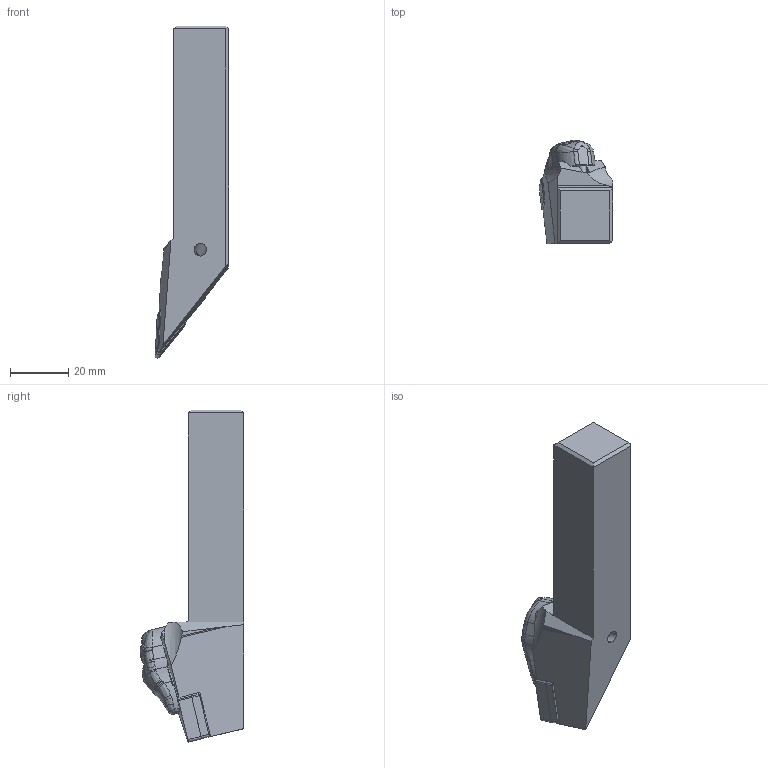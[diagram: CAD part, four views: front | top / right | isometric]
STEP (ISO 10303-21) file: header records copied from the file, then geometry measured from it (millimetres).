
FILE_DESCRIPTION(/* description */ (''),/* implementation_level */ '2;1');
FILE_NAME(/* name */ 'DVJNR-123_IR0_031.stp',/* time_stamp */ '2023-02-09T11:32:04+09:00',/* author */ (''),/* organization */ (''),/* preprocessor_version */ 'ST-DEVELOPER v16',/* originating_system */ 'SIEMENS PLM Software NX 10.0',/* authorisation */ '');
FILE_SCHEMA (('AUTOMOTIVE_DESIGN { 1 0 10303 214 3 1 1 1 }'));
Length unit declared in the file: millimetre
Products named in the file (1): DVJNR-123_IR0_031_ASM
Bounding box: 25.4 x 35.61 x 114.3 mm (x, y, z)
Volume: 41015.5 mm3; surface area: 12090.7 mm2
Topology: 2 solids, 2 shells, 292 faces, 868 edges, 586 vertices
Faces by surface type: cylinder 102, plane 84, bspline 62, torus 22, cone 16, sphere 6
Entity records: 14101 total; most frequent: CARTESIAN_POINT 6647, ORIENTED_EDGE 1696, DIRECTION 1382, EDGE_CURVE 848, VERTEX_POINT 565, AXIS2_PLACEMENT_3D 549, EDGE_LOOP 307, ADVANCED_FACE 292
